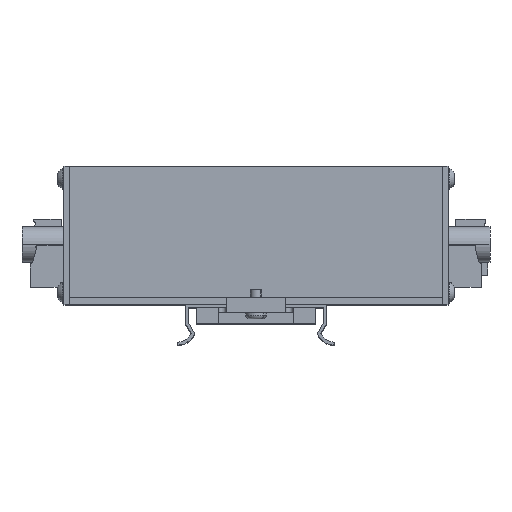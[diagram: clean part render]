
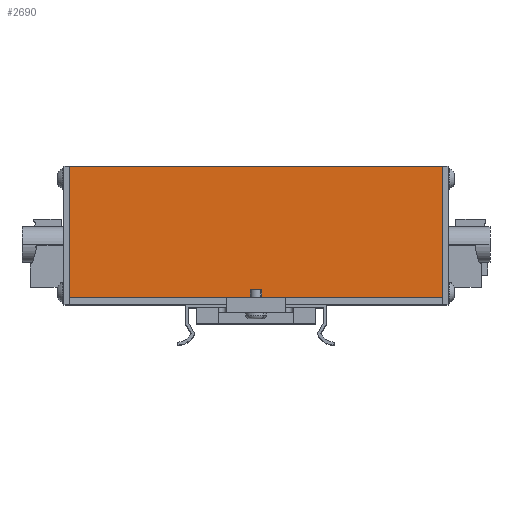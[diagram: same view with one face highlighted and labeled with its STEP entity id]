
A CAD part, top view. The second image highlights one B-rep face of the part: STEP entity #2690.
In plain terms, the highlighted face is planar.
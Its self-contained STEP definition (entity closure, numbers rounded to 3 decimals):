
#209 = CARTESIAN_POINT ( 'NONE',  ( -39.75, 2., 50. ) ) ;
#304 = DIRECTION ( 'NONE',  ( -1., 0., 0. ) ) ;
#358 = PLANE ( 'NONE',  #9626 ) ;
#374 = EDGE_LOOP ( 'NONE', ( #440, #8662, #5620, #2135 ) ) ;
#403 = CARTESIAN_POINT ( 'NONE',  ( -39.75, 0., 50. ) ) ;
#440 = ORIENTED_EDGE ( 'NONE', *, *, #9299, .F. ) ;
#509 = CARTESIAN_POINT ( 'NONE',  ( -39.75, 37.1, -50. ) ) ;
#1074 = LINE ( 'NONE', #2588, #3484 ) ;
#1691 = VERTEX_POINT ( 'NONE', #7705 ) ;
#1774 = CARTESIAN_POINT ( 'NONE',  ( -39.75, 2., 50. ) ) ;
#1828 = CARTESIAN_POINT ( 'NONE',  ( -39.75, 37.1, 50. ) ) ;
#2135 = ORIENTED_EDGE ( 'NONE', *, *, #3301, .T. ) ;
#2588 = CARTESIAN_POINT ( 'NONE',  ( -39.75, 0., -50. ) ) ;
#2627 = FACE_OUTER_BOUND ( 'NONE', #374, .T. ) ;
#2690 = ADVANCED_FACE ( 'NONE', ( #2627 ), #358, .T. ) ;
#2775 = VECTOR ( 'NONE', #9256, 1000. ) ;
#3163 = EDGE_CURVE ( 'NONE', #8807, #8288, #7871, .T. ) ;
#3301 = EDGE_CURVE ( 'NONE', #8288, #6348, #3375, .T. ) ;
#3375 = LINE ( 'NONE', #4909, #4792 ) ;
#3484 = VECTOR ( 'NONE', #4910, 1000. ) ;
#4147 = CARTESIAN_POINT ( 'NONE',  ( -39.75, 0., 50. ) ) ;
#4792 = VECTOR ( 'NONE', #9347, 1000. ) ;
#4909 = CARTESIAN_POINT ( 'NONE',  ( -39.75, 37.1, 50. ) ) ;
#4910 = DIRECTION ( 'NONE',  ( 0., 1., 0. ) ) ;
#5620 = ORIENTED_EDGE ( 'NONE', *, *, #3163, .T. ) ;
#6348 = VERTEX_POINT ( 'NONE', #509 ) ;
#6994 = VECTOR ( 'NONE', #7773, 1000. ) ;
#7022 = DIRECTION ( 'NONE',  ( 0., 0., 1. ) ) ;
#7705 = CARTESIAN_POINT ( 'NONE',  ( -39.75, 2., -50. ) ) ;
#7773 = DIRECTION ( 'NONE',  ( 0., 1., 0. ) ) ;
#7871 = LINE ( 'NONE', #4147, #6994 ) ;
#8070 = EDGE_CURVE ( 'NONE', #8807, #1691, #8384, .T. ) ;
#8288 = VERTEX_POINT ( 'NONE', #1828 ) ;
#8384 = LINE ( 'NONE', #1774, #2775 ) ;
#8662 = ORIENTED_EDGE ( 'NONE', *, *, #8070, .F. ) ;
#8807 = VERTEX_POINT ( 'NONE', #209 ) ;
#9256 = DIRECTION ( 'NONE',  ( 0., 0., -1. ) ) ;
#9299 = EDGE_CURVE ( 'NONE', #1691, #6348, #1074, .T. ) ;
#9347 = DIRECTION ( 'NONE',  ( 0., 0., -1. ) ) ;
#9626 = AXIS2_PLACEMENT_3D ( 'NONE', #403, #304, #7022 ) ;
